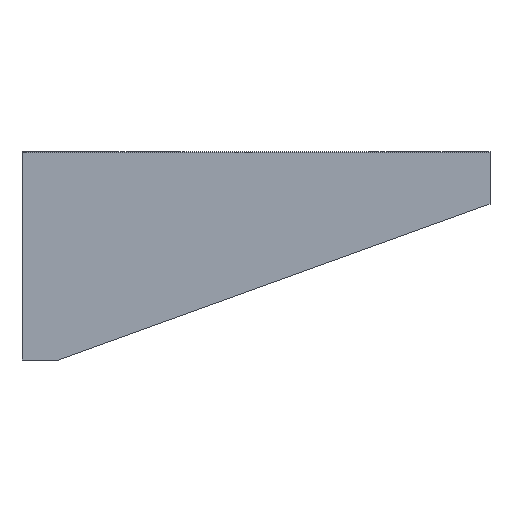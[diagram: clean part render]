
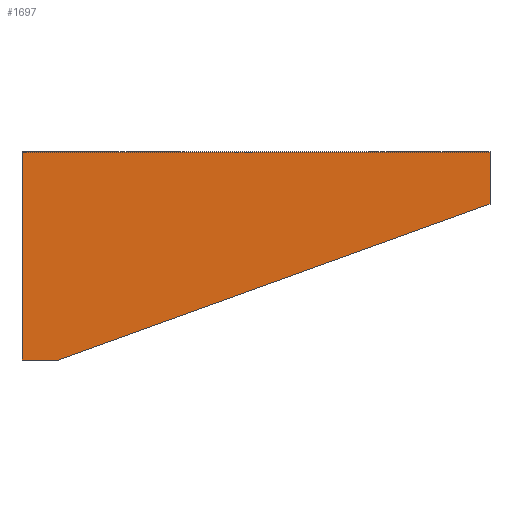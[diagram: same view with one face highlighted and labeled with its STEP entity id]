
A CAD part, front view. The second image highlights one B-rep face of the part: STEP entity #1697.
In plain terms, the highlighted planar face has unit normal (0, -1, 0).
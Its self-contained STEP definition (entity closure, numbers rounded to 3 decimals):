
#32 = PLANE('',#33);
#33 = AXIS2_PLACEMENT_3D('',#34,#35,#36);
#34 = CARTESIAN_POINT('',(65.,32.,0.));
#35 = DIRECTION('',(0.,0.,-1.));
#36 = DIRECTION('',(-1.,0.,0.));
#96 = PLANE('',#97);
#97 = AXIS2_PLACEMENT_3D('',#98,#99,#100);
#98 = CARTESIAN_POINT('',(20.,32.,0.));
#99 = DIRECTION('',(1.,0.,0.));
#100 = DIRECTION('',(0.,0.,-1.));
#137 = VERTEX_POINT('',#138);
#138 = CARTESIAN_POINT('',(65.,-32.,0.));
#152 = PLANE('',#153);
#153 = AXIS2_PLACEMENT_3D('',#154,#155,#156);
#154 = CARTESIAN_POINT('',(65.,32.,-5.));
#155 = DIRECTION('',(-1.,0.,0.));
#156 = DIRECTION('',(0.,0.,1.));
#164 = EDGE_CURVE('',#137,#165,#167,.T.);
#165 = VERTEX_POINT('',#166);
#166 = CARTESIAN_POINT('',(20.,-32.,0.));
#167 = SURFACE_CURVE('',#168,(#172,#179),.PCURVE_S1.);
#168 = LINE('',#169,#170);
#169 = CARTESIAN_POINT('',(65.,-32.,0.));
#170 = VECTOR('',#171,1.);
#171 = DIRECTION('',(-1.,0.,0.));
#172 = PCURVE('',#32,#173);
#173 = DEFINITIONAL_REPRESENTATION('',(#174),#178);
#174 = LINE('',#175,#176);
#175 = CARTESIAN_POINT('',(0.,-64.));
#176 = VECTOR('',#177,1.);
#177 = DIRECTION('',(1.,0.));
#178 = ( GEOMETRIC_REPRESENTATION_CONTEXT(2) 
PARAMETRIC_REPRESENTATION_CONTEXT() REPRESENTATION_CONTEXT('2D SPACE',''
  ) );
#179 = PCURVE('',#180,#185);
#180 = PLANE('',#181);
#181 = AXIS2_PLACEMENT_3D('',#182,#183,#184);
#182 = CARTESIAN_POINT('',(39.67,-32.,-7.091));
#183 = DIRECTION('',(0.,1.,0.));
#184 = DIRECTION('',(0.,0.,1.));
#185 = DEFINITIONAL_REPRESENTATION('',(#186),#190);
#186 = LINE('',#187,#188);
#187 = CARTESIAN_POINT('',(7.091,25.33));
#188 = VECTOR('',#189,1.);
#189 = DIRECTION('',(0.,-1.));
#190 = ( GEOMETRIC_REPRESENTATION_CONTEXT(2) 
PARAMETRIC_REPRESENTATION_CONTEXT() REPRESENTATION_CONTEXT('2D SPACE',''
  ) );
#1253 = EDGE_CURVE('',#165,#1254,#1256,.T.);
#1254 = VERTEX_POINT('',#1255);
#1255 = CARTESIAN_POINT('',(20.,-32.,-20.));
#1256 = SURFACE_CURVE('',#1257,(#1261,#1268),.PCURVE_S1.);
#1257 = LINE('',#1258,#1259);
#1258 = CARTESIAN_POINT('',(20.,-32.,0.));
#1259 = VECTOR('',#1260,1.);
#1260 = DIRECTION('',(0.,0.,-1.));
#1261 = PCURVE('',#96,#1262);
#1262 = DEFINITIONAL_REPRESENTATION('',(#1263),#1267);
#1263 = LINE('',#1264,#1265);
#1264 = CARTESIAN_POINT('',(0.,-64.));
#1265 = VECTOR('',#1266,1.);
#1266 = DIRECTION('',(1.,0.));
#1267 = ( GEOMETRIC_REPRESENTATION_CONTEXT(2) 
PARAMETRIC_REPRESENTATION_CONTEXT() REPRESENTATION_CONTEXT('2D SPACE',''
  ) );
#1268 = PCURVE('',#180,#1269);
#1269 = DEFINITIONAL_REPRESENTATION('',(#1270),#1274);
#1270 = LINE('',#1271,#1272);
#1271 = CARTESIAN_POINT('',(7.091,-19.67));
#1272 = VECTOR('',#1273,1.);
#1273 = DIRECTION('',(-1.,0.));
#1274 = ( GEOMETRIC_REPRESENTATION_CONTEXT(2) 
PARAMETRIC_REPRESENTATION_CONTEXT() REPRESENTATION_CONTEXT('2D SPACE',''
  ) );
#1290 = PLANE('',#1291);
#1291 = AXIS2_PLACEMENT_3D('',#1292,#1293,#1294);
#1292 = CARTESIAN_POINT('',(20.,32.,-20.));
#1293 = DIRECTION('',(0.,0.,1.));
#1294 = DIRECTION('',(1.,0.,0.));
#1594 = VERTEX_POINT('',#1595);
#1595 = CARTESIAN_POINT('',(65.,-32.,-5.));
#1609 = PLANE('',#1610);
#1610 = AXIS2_PLACEMENT_3D('',#1611,#1612,#1613);
#1611 = CARTESIAN_POINT('',(23.5,32.,-20.));
#1612 = DIRECTION('',(-0.34,0.,0.94));
#1613 = DIRECTION('',(0.94,0.,0.34));
#1621 = EDGE_CURVE('',#1594,#137,#1622,.T.);
#1622 = SURFACE_CURVE('',#1623,(#1627,#1634),.PCURVE_S1.);
#1623 = LINE('',#1624,#1625);
#1624 = CARTESIAN_POINT('',(65.,-32.,-5.));
#1625 = VECTOR('',#1626,1.);
#1626 = DIRECTION('',(0.,0.,1.));
#1627 = PCURVE('',#152,#1628);
#1628 = DEFINITIONAL_REPRESENTATION('',(#1629),#1633);
#1629 = LINE('',#1630,#1631);
#1630 = CARTESIAN_POINT('',(0.,-64.));
#1631 = VECTOR('',#1632,1.);
#1632 = DIRECTION('',(1.,0.));
#1633 = ( GEOMETRIC_REPRESENTATION_CONTEXT(2) 
PARAMETRIC_REPRESENTATION_CONTEXT() REPRESENTATION_CONTEXT('2D SPACE',''
  ) );
#1634 = PCURVE('',#180,#1635);
#1635 = DEFINITIONAL_REPRESENTATION('',(#1636),#1640);
#1636 = LINE('',#1637,#1638);
#1637 = CARTESIAN_POINT('',(2.091,25.33));
#1638 = VECTOR('',#1639,1.);
#1639 = DIRECTION('',(1.,0.));
#1640 = ( GEOMETRIC_REPRESENTATION_CONTEXT(2) 
PARAMETRIC_REPRESENTATION_CONTEXT() REPRESENTATION_CONTEXT('2D SPACE',''
  ) );
#1697 = ADVANCED_FACE('',(#1698),#180,.F.);
#1698 = FACE_BOUND('',#1699,.T.);
#1699 = EDGE_LOOP('',(#1700,#1701,#1724,#1745,#1746));
#1700 = ORIENTED_EDGE('',*,*,#1253,.T.);
#1701 = ORIENTED_EDGE('',*,*,#1702,.T.);
#1702 = EDGE_CURVE('',#1254,#1703,#1705,.T.);
#1703 = VERTEX_POINT('',#1704);
#1704 = CARTESIAN_POINT('',(23.5,-32.,-20.));
#1705 = SURFACE_CURVE('',#1706,(#1710,#1717),.PCURVE_S1.);
#1706 = LINE('',#1707,#1708);
#1707 = CARTESIAN_POINT('',(20.,-32.,-20.));
#1708 = VECTOR('',#1709,1.);
#1709 = DIRECTION('',(1.,0.,0.));
#1710 = PCURVE('',#180,#1711);
#1711 = DEFINITIONAL_REPRESENTATION('',(#1712),#1716);
#1712 = LINE('',#1713,#1714);
#1713 = CARTESIAN_POINT('',(-12.909,-19.67));
#1714 = VECTOR('',#1715,1.);
#1715 = DIRECTION('',(0.,1.));
#1716 = ( GEOMETRIC_REPRESENTATION_CONTEXT(2) 
PARAMETRIC_REPRESENTATION_CONTEXT() REPRESENTATION_CONTEXT('2D SPACE',''
  ) );
#1717 = PCURVE('',#1290,#1718);
#1718 = DEFINITIONAL_REPRESENTATION('',(#1719),#1723);
#1719 = LINE('',#1720,#1721);
#1720 = CARTESIAN_POINT('',(0.,-64.));
#1721 = VECTOR('',#1722,1.);
#1722 = DIRECTION('',(1.,0.));
#1723 = ( GEOMETRIC_REPRESENTATION_CONTEXT(2) 
PARAMETRIC_REPRESENTATION_CONTEXT() REPRESENTATION_CONTEXT('2D SPACE',''
  ) );
#1724 = ORIENTED_EDGE('',*,*,#1725,.T.);
#1725 = EDGE_CURVE('',#1703,#1594,#1726,.T.);
#1726 = SURFACE_CURVE('',#1727,(#1731,#1738),.PCURVE_S1.);
#1727 = LINE('',#1728,#1729);
#1728 = CARTESIAN_POINT('',(23.5,-32.,-20.));
#1729 = VECTOR('',#1730,1.);
#1730 = DIRECTION('',(0.94,0.,0.34));
#1731 = PCURVE('',#180,#1732);
#1732 = DEFINITIONAL_REPRESENTATION('',(#1733),#1737);
#1733 = LINE('',#1734,#1735);
#1734 = CARTESIAN_POINT('',(-12.909,-16.17));
#1735 = VECTOR('',#1736,1.);
#1736 = DIRECTION('',(0.34,0.94));
#1737 = ( GEOMETRIC_REPRESENTATION_CONTEXT(2) 
PARAMETRIC_REPRESENTATION_CONTEXT() REPRESENTATION_CONTEXT('2D SPACE',''
  ) );
#1738 = PCURVE('',#1609,#1739);
#1739 = DEFINITIONAL_REPRESENTATION('',(#1740),#1744);
#1740 = LINE('',#1741,#1742);
#1741 = CARTESIAN_POINT('',(0.,-64.));
#1742 = VECTOR('',#1743,1.);
#1743 = DIRECTION('',(1.,0.));
#1744 = ( GEOMETRIC_REPRESENTATION_CONTEXT(2) 
PARAMETRIC_REPRESENTATION_CONTEXT() REPRESENTATION_CONTEXT('2D SPACE',''
  ) );
#1745 = ORIENTED_EDGE('',*,*,#1621,.T.);
#1746 = ORIENTED_EDGE('',*,*,#164,.T.);
